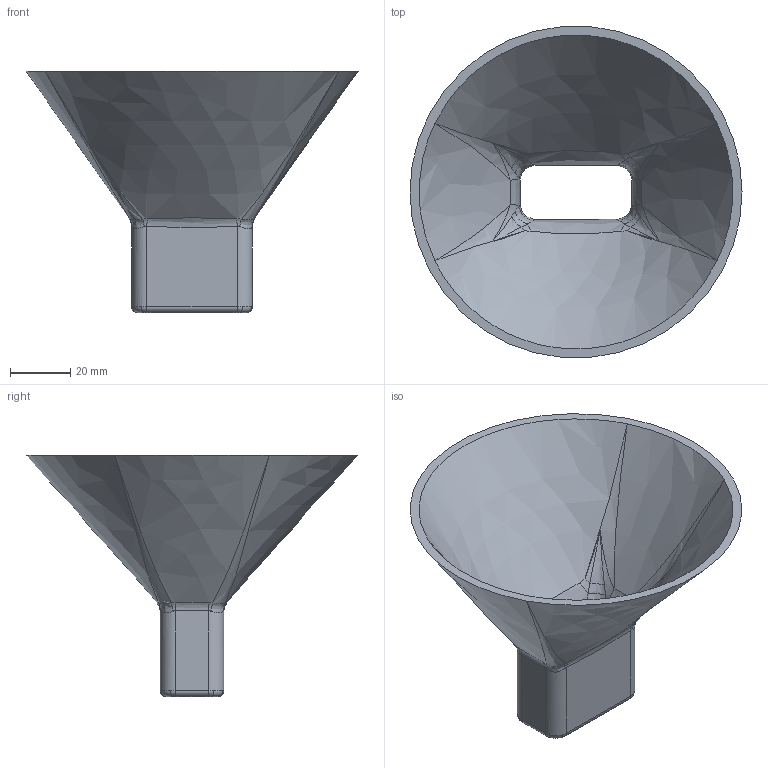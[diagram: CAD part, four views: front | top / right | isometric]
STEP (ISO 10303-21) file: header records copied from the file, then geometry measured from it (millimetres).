
FILE_DESCRIPTION(/* description */ (''),/* implementation_level */ '2;1');
FILE_NAME(/* name */ 'embudo_pequeño.stp',/* time_stamp */ '2015-09-21T09:54:04+02:00',/* author */ ('Startic'),/* organization */ (''),/* preprocessor_version */ 'ST-DEVELOPER v16.1',/* originating_system */ 'Autodesk Inventor LT ',/* authorisation */ '');
FILE_SCHEMA (('AUTOMOTIVE_DESIGN { 1 0 10303 214 3 1 1 }'));
Length unit declared in the file: millimetre
Products named in the file (1): embudo_pequeño
Bounding box: 110 x 109.62 x 80 mm (x, y, z)
Volume: 31964.1 mm3; surface area: 35101.7 mm2
Topology: 1 solids, 1 shells, 105 faces, 256 edges, 140 vertices
Faces by surface type: bspline 68, plane 13, torus 12, cylinder 12
Entity records: 4912 total; most frequent: CARTESIAN_POINT 2920, ORIENTED_EDGE 488, DIRECTION 276, EDGE_CURVE 244, VERTEX_POINT 140, B_SPLINE_CURVE_WITH_KNOTS 132, AXIS2_PLACEMENT_3D 126, EDGE_LOOP 106
